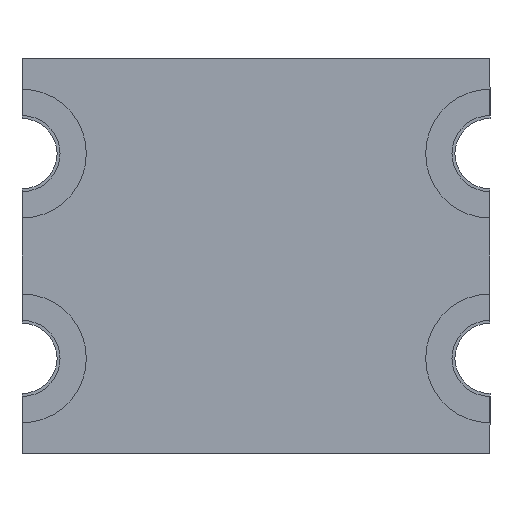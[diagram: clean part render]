
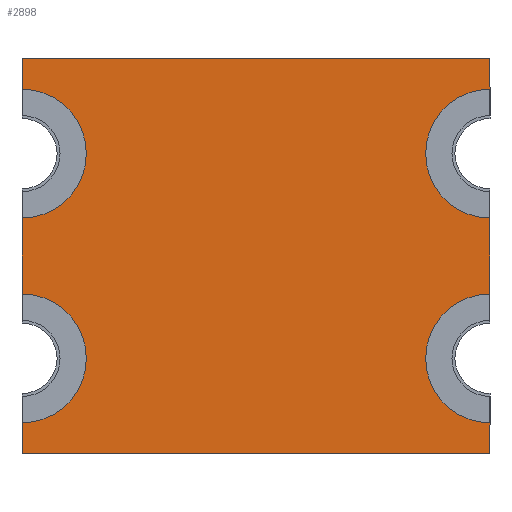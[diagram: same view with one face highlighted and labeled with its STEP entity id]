
A CAD part, front view. The second image highlights one B-rep face of the part: STEP entity #2898.
In plain terms, the highlighted planar face has unit normal (0, -1, 0).
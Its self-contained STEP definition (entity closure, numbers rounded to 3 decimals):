
#16 = EDGE_CURVE ( 'NONE', #200, #1631, #4257, .T. ) ;
#137 = DIRECTION ( 'NONE',  ( 0., 0., -1. ) ) ;
#200 = VERTEX_POINT ( 'NONE', #6058 ) ;
#217 = CIRCLE ( 'NONE', #3809, 0.26 ) ;
#340 = CARTESIAN_POINT ( 'NONE',  ( 1.6, 0.02, -0.7 ) ) ;
#470 = VERTEX_POINT ( 'NONE', #1885 ) ;
#596 = EDGE_CURVE ( 'NONE', #4489, #1948, #6399, .T. ) ;
#665 = EDGE_LOOP ( 'NONE', ( #2212, #4406, #3018, #3872, #2001, #4558, #2324, #1588, #6060, #2605, #2937, #1530 ) ) ;
#708 = EDGE_CURVE ( 'NONE', #2453, #5751, #1594, .T. ) ;
#712 = DIRECTION ( 'NONE',  ( 0., -1., 0. ) ) ;
#713 = CARTESIAN_POINT ( 'NONE',  ( 1.6, 0.02, 0.96 ) ) ;
#921 = DIRECTION ( 'NONE',  ( -1., 0., 0. ) ) ;
#1039 = LINE ( 'NONE', #1454, #1045 ) ;
#1045 = VECTOR ( 'NONE', #921, 1000. ) ;
#1064 = CIRCLE ( 'NONE', #6319, 0.26 ) ;
#1101 = CARTESIAN_POINT ( 'NONE',  ( -1.6, 0.02, -0.44 ) ) ;
#1178 = VERTEX_POINT ( 'NONE', #1801 ) ;
#1185 = DIRECTION ( 'NONE',  ( 0., 0., -1. ) ) ;
#1224 = EDGE_CURVE ( 'NONE', #3789, #5516, #2065, .T. ) ;
#1273 = CIRCLE ( 'NONE', #5966, 0.26 ) ;
#1300 = VECTOR ( 'NONE', #1185, 1000. ) ;
#1311 = DIRECTION ( 'NONE',  ( 0., 0., 1. ) ) ;
#1410 = CARTESIAN_POINT ( 'NONE',  ( -1.6, 0.02, 0.44 ) ) ;
#1454 = CARTESIAN_POINT ( 'NONE',  ( -1.6, 0.02, -1.35 ) ) ;
#1486 = DIRECTION ( 'NONE',  ( 1., 0., 0. ) ) ;
#1530 = ORIENTED_EDGE ( 'NONE', *, *, #6317, .F. ) ;
#1588 = ORIENTED_EDGE ( 'NONE', *, *, #3829, .F. ) ;
#1589 = VECTOR ( 'NONE', #3130, 1000. ) ;
#1591 = CARTESIAN_POINT ( 'NONE',  ( 1.6, 0.02, -0.96 ) ) ;
#1594 = LINE ( 'NONE', #5627, #1589 ) ;
#1615 = DIRECTION ( 'NONE',  ( 0., 0., 1. ) ) ;
#1631 = VERTEX_POINT ( 'NONE', #1591 ) ;
#1666 = CARTESIAN_POINT ( 'NONE',  ( 1.6, 0.02, -1.35 ) ) ;
#1801 = CARTESIAN_POINT ( 'NONE',  ( 1.6, 0.02, 1.35 ) ) ;
#1828 = CARTESIAN_POINT ( 'NONE',  ( -1.6, 0.02, 0.7 ) ) ;
#1885 = CARTESIAN_POINT ( 'NONE',  ( 1.6, 0.02, 0.44 ) ) ;
#1948 = VERTEX_POINT ( 'NONE', #1410 ) ;
#2001 = ORIENTED_EDGE ( 'NONE', *, *, #596, .F. ) ;
#2007 = VECTOR ( 'NONE', #1311, 1000. ) ;
#2065 = LINE ( 'NONE', #4279, #2007 ) ;
#2087 = CARTESIAN_POINT ( 'NONE',  ( -1.6, 0.02, 0.7 ) ) ;
#2110 = CARTESIAN_POINT ( 'NONE',  ( -1.6, 0.02, -0.96 ) ) ;
#2112 = CARTESIAN_POINT ( 'NONE',  ( -1.6, 0.02, -0.44 ) ) ;
#2212 = ORIENTED_EDGE ( 'NONE', *, *, #5691, .F. ) ;
#2240 = EDGE_CURVE ( 'NONE', #470, #200, #2996, .T. ) ;
#2285 = DIRECTION ( 'NONE',  ( 0., 0., -1. ) ) ;
#2313 = DIRECTION ( 'NONE',  ( 0., 0., -1. ) ) ;
#2324 = ORIENTED_EDGE ( 'NONE', *, *, #1224, .F. ) ;
#2339 = DIRECTION ( 'NONE',  ( 0., 0., -1. ) ) ;
#2453 = VERTEX_POINT ( 'NONE', #6045 ) ;
#2588 = CARTESIAN_POINT ( 'NONE',  ( -1.6, 0.02, -0.7 ) ) ;
#2590 = DIRECTION ( 'NONE',  ( 0., 0., -1. ) ) ;
#2605 = ORIENTED_EDGE ( 'NONE', *, *, #16, .F. ) ;
#2628 = LINE ( 'NONE', #713, #1300 ) ;
#2791 = PLANE ( 'NONE',  #5701 ) ;
#2879 = CARTESIAN_POINT ( 'NONE',  ( -1.6, 0.02, -1.35 ) ) ;
#2898 = ADVANCED_FACE ( 'NONE', ( #6000 ), #2791, .T. ) ;
#2937 = ORIENTED_EDGE ( 'NONE', *, *, #2240, .F. ) ;
#2993 = VECTOR ( 'NONE', #2339, 1000. ) ;
#2996 = LINE ( 'NONE', #5332, #2993 ) ;
#3018 = ORIENTED_EDGE ( 'NONE', *, *, #708, .F. ) ;
#3068 = LINE ( 'NONE', #3441, #5574 ) ;
#3077 = DIRECTION ( 'NONE',  ( 0., 0., 1. ) ) ;
#3130 = DIRECTION ( 'NONE',  ( 0., 0., 1. ) ) ;
#3441 = CARTESIAN_POINT ( 'NONE',  ( -1.6, 0.02, 1.35 ) ) ;
#3670 = CARTESIAN_POINT ( 'NONE',  ( 1.6, 0.02, 0.7 ) ) ;
#3789 = VERTEX_POINT ( 'NONE', #2879 ) ;
#3809 = AXIS2_PLACEMENT_3D ( 'NONE', #2087, #5573, #2590 ) ;
#3829 = EDGE_CURVE ( 'NONE', #4622, #3789, #1039, .T. ) ;
#3872 = ORIENTED_EDGE ( 'NONE', *, *, #5470, .F. ) ;
#4192 = DIRECTION ( 'NONE',  ( 0., 0., 1. ) ) ;
#4205 = CARTESIAN_POINT ( 'NONE',  ( -1.6, 0.02, 1.35 ) ) ;
#4257 = CIRCLE ( 'NONE', #5021, 0.26 ) ;
#4268 = CARTESIAN_POINT ( 'NONE',  ( 1.6, 0.02, 0.96 ) ) ;
#4279 = CARTESIAN_POINT ( 'NONE',  ( -1.6, 0.02, -0.96 ) ) ;
#4307 = EDGE_CURVE ( 'NONE', #5516, #4489, #1273, .T. ) ;
#4406 = ORIENTED_EDGE ( 'NONE', *, *, #6360, .F. ) ;
#4408 = VERTEX_POINT ( 'NONE', #4268 ) ;
#4455 = VECTOR ( 'NONE', #2285, 1000. ) ;
#4489 = VERTEX_POINT ( 'NONE', #2112 ) ;
#4558 = ORIENTED_EDGE ( 'NONE', *, *, #4307, .F. ) ;
#4622 = VERTEX_POINT ( 'NONE', #1666 ) ;
#4747 = EDGE_CURVE ( 'NONE', #1631, #4622, #4754, .T. ) ;
#4754 = LINE ( 'NONE', #5777, #4455 ) ;
#5021 = AXIS2_PLACEMENT_3D ( 'NONE', #340, #5758, #137 ) ;
#5084 = VECTOR ( 'NONE', #1615, 1000. ) ;
#5308 = DIRECTION ( 'NONE',  ( 0., -1., 0. ) ) ;
#5332 = CARTESIAN_POINT ( 'NONE',  ( 1.6, 0.02, -0.44 ) ) ;
#5470 = EDGE_CURVE ( 'NONE', #1948, #2453, #217, .T. ) ;
#5516 = VERTEX_POINT ( 'NONE', #2110 ) ;
#5573 = DIRECTION ( 'NONE',  ( 0., -1., 0. ) ) ;
#5574 = VECTOR ( 'NONE', #1486, 1000. ) ;
#5627 = CARTESIAN_POINT ( 'NONE',  ( -1.6, 0.02, 0.96 ) ) ;
#5691 = EDGE_CURVE ( 'NONE', #1178, #4408, #2628, .T. ) ;
#5701 = AXIS2_PLACEMENT_3D ( 'NONE', #1828, #5308, #2313 ) ;
#5751 = VERTEX_POINT ( 'NONE', #4205 ) ;
#5758 = DIRECTION ( 'NONE',  ( 0., -1., 0. ) ) ;
#5777 = CARTESIAN_POINT ( 'NONE',  ( 1.6, 0.02, -0.96 ) ) ;
#5966 = AXIS2_PLACEMENT_3D ( 'NONE', #2588, #6067, #3077 ) ;
#6000 = FACE_OUTER_BOUND ( 'NONE', #665, .T. ) ;
#6045 = CARTESIAN_POINT ( 'NONE',  ( -1.6, 0.02, 0.96 ) ) ;
#6058 = CARTESIAN_POINT ( 'NONE',  ( 1.6, 0.02, -0.44 ) ) ;
#6060 = ORIENTED_EDGE ( 'NONE', *, *, #4747, .F. ) ;
#6067 = DIRECTION ( 'NONE',  ( 0., -1., 0. ) ) ;
#6317 = EDGE_CURVE ( 'NONE', #4408, #470, #1064, .T. ) ;
#6319 = AXIS2_PLACEMENT_3D ( 'NONE', #3670, #712, #4192 ) ;
#6360 = EDGE_CURVE ( 'NONE', #5751, #1178, #3068, .T. ) ;
#6399 = LINE ( 'NONE', #1101, #5084 ) ;
